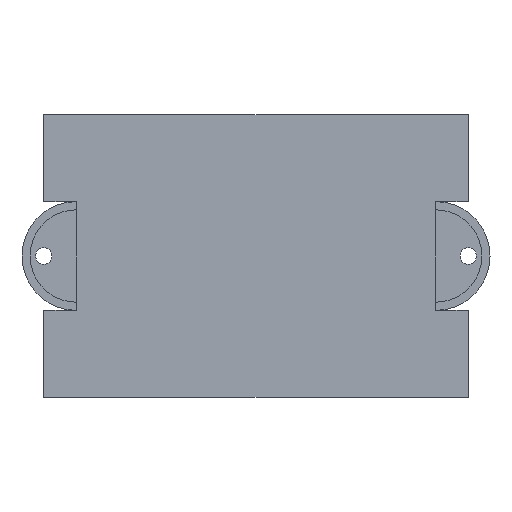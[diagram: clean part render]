
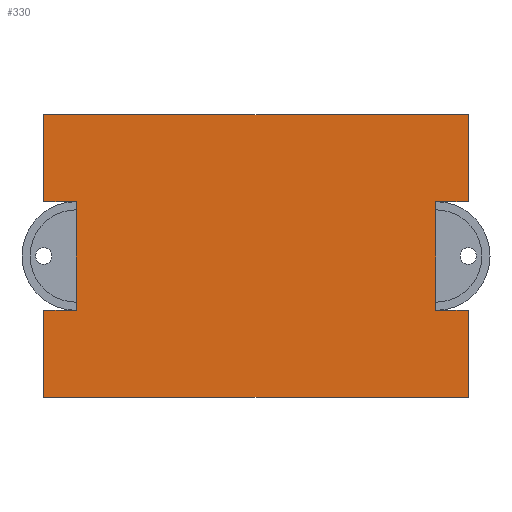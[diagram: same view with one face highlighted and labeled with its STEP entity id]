
A CAD part, front view. The second image highlights one B-rep face of the part: STEP entity #330.
In plain terms, the highlighted planar face has unit normal (0, -1, 0).
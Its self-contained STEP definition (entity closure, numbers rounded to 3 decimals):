
#29 = VERTEX_POINT ( 'NONE', #628 ) ;
#36 = VERTEX_POINT ( 'NONE', #941 ) ;
#39 = EDGE_CURVE ( 'NONE', #36, #1077, #867, .T. ) ;
#50 = DIRECTION ( 'NONE',  ( 0., 0., -1. ) ) ;
#54 = EDGE_CURVE ( 'NONE', #887, #36, #261, .T. ) ;
#71 = CARTESIAN_POINT ( 'NONE',  ( 33., 0., 10. ) ) ;
#73 = VERTEX_POINT ( 'NONE', #353 ) ;
#84 = DIRECTION ( 'NONE',  ( -1., 0., 0. ) ) ;
#90 = CARTESIAN_POINT ( 'NONE',  ( 39., 0., 10. ) ) ;
#95 = CARTESIAN_POINT ( 'NONE',  ( 39., 0., -10. ) ) ;
#116 = VECTOR ( 'NONE', #959, 1000. ) ;
#121 = EDGE_CURVE ( 'NONE', #720, #558, #928, .T. ) ;
#129 = VERTEX_POINT ( 'NONE', #621 ) ;
#136 = VECTOR ( 'NONE', #255, 1000. ) ;
#143 = VECTOR ( 'NONE', #84, 1000. ) ;
#145 = CARTESIAN_POINT ( 'NONE',  ( 33., 0., -10. ) ) ;
#153 = VECTOR ( 'NONE', #964, 1000. ) ;
#159 = ORIENTED_EDGE ( 'NONE', *, *, #54, .T. ) ;
#160 = ORIENTED_EDGE ( 'NONE', *, *, #569, .T. ) ;
#164 = ORIENTED_EDGE ( 'NONE', *, *, #668, .F. ) ;
#173 = CARTESIAN_POINT ( 'NONE',  ( -39., 0., 26. ) ) ;
#183 = CARTESIAN_POINT ( 'NONE',  ( -33., 0., 10. ) ) ;
#202 = ORIENTED_EDGE ( 'NONE', *, *, #121, .F. ) ;
#210 = CARTESIAN_POINT ( 'NONE',  ( 33., 0., 10. ) ) ;
#224 = ORIENTED_EDGE ( 'NONE', *, *, #684, .F. ) ;
#237 = LINE ( 'NONE', #145, #620 ) ;
#238 = VECTOR ( 'NONE', #788, 1000. ) ;
#240 = ORIENTED_EDGE ( 'NONE', *, *, #39, .T. ) ;
#243 = CARTESIAN_POINT ( 'NONE',  ( 39., 0., -10. ) ) ;
#255 = DIRECTION ( 'NONE',  ( 0., 0., -1. ) ) ;
#258 = LINE ( 'NONE', #521, #310 ) ;
#261 = LINE ( 'NONE', #951, #332 ) ;
#264 = VECTOR ( 'NONE', #363, 1000. ) ;
#307 = VERTEX_POINT ( 'NONE', #71 ) ;
#310 = VECTOR ( 'NONE', #446, 1000. ) ;
#330 = ADVANCED_FACE ( 'NONE', ( #592 ), #737, .F. ) ;
#332 = VECTOR ( 'NONE', #524, 1000. ) ;
#353 = CARTESIAN_POINT ( 'NONE',  ( 33., 0., -10. ) ) ;
#363 = DIRECTION ( 'NONE',  ( 1., 0., 0. ) ) ;
#364 = CARTESIAN_POINT ( 'NONE',  ( 39., 0., -26. ) ) ;
#377 = LINE ( 'NONE', #1054, #510 ) ;
#382 = CARTESIAN_POINT ( 'NONE',  ( -39., 0., -26. ) ) ;
#406 = VECTOR ( 'NONE', #464, 1000. ) ;
#426 = VECTOR ( 'NONE', #528, 1000. ) ;
#446 = DIRECTION ( 'NONE',  ( 1., 0., 0. ) ) ;
#464 = DIRECTION ( 'NONE',  ( -1., 0., 0. ) ) ;
#469 = LINE ( 'NONE', #624, #116 ) ;
#484 = ORIENTED_EDGE ( 'NONE', *, *, #794, .T. ) ;
#500 = DIRECTION ( 'NONE',  ( 0., 0., 1. ) ) ;
#501 = VERTEX_POINT ( 'NONE', #173 ) ;
#507 = EDGE_CURVE ( 'NONE', #720, #73, #1091, .T. ) ;
#510 = VECTOR ( 'NONE', #50, 1000. ) ;
#521 = CARTESIAN_POINT ( 'NONE',  ( -39., 0., 26. ) ) ;
#524 = DIRECTION ( 'NONE',  ( 0., 0., -1. ) ) ;
#528 = DIRECTION ( 'NONE',  ( -1., 0., 0. ) ) ;
#535 = VERTEX_POINT ( 'NONE', #90 ) ;
#558 = VERTEX_POINT ( 'NONE', #1009 ) ;
#569 = EDGE_CURVE ( 'NONE', #29, #887, #785, .T. ) ;
#592 = FACE_OUTER_BOUND ( 'NONE', #725, .T. ) ;
#614 = ORIENTED_EDGE ( 'NONE', *, *, #1026, .F. ) ;
#620 = VECTOR ( 'NONE', #912, 1000. ) ;
#621 = CARTESIAN_POINT ( 'NONE',  ( 39., 0., 26. ) ) ;
#624 = CARTESIAN_POINT ( 'NONE',  ( -39., 0., -26. ) ) ;
#628 = CARTESIAN_POINT ( 'NONE',  ( -39., 0., 10. ) ) ;
#643 = LINE ( 'NONE', #382, #153 ) ;
#664 = AXIS2_PLACEMENT_3D ( 'NONE', #989, #1087, #500 ) ;
#668 = EDGE_CURVE ( 'NONE', #129, #535, #377, .T. ) ;
#671 = CARTESIAN_POINT ( 'NONE',  ( -39., 0., -26. ) ) ;
#684 = EDGE_CURVE ( 'NONE', #558, #731, #880, .T. ) ;
#702 = ORIENTED_EDGE ( 'NONE', *, *, #1010, .F. ) ;
#720 = VERTEX_POINT ( 'NONE', #243 ) ;
#725 = EDGE_LOOP ( 'NONE', ( #159, #240, #702, #224, #202, #905, #484, #1048, #164, #734, #614, #160 ) ) ;
#727 = CARTESIAN_POINT ( 'NONE',  ( -39., 0., -26. ) ) ;
#731 = VERTEX_POINT ( 'NONE', #671 ) ;
#734 = ORIENTED_EDGE ( 'NONE', *, *, #984, .F. ) ;
#737 = PLANE ( 'NONE',  #664 ) ;
#785 = LINE ( 'NONE', #183, #264 ) ;
#788 = DIRECTION ( 'NONE',  ( 1., 0., 0. ) ) ;
#794 = EDGE_CURVE ( 'NONE', #73, #307, #237, .T. ) ;
#867 = LINE ( 'NONE', #1015, #426 ) ;
#879 = CARTESIAN_POINT ( 'NONE',  ( -39., 0., -10. ) ) ;
#880 = LINE ( 'NONE', #727, #406 ) ;
#887 = VERTEX_POINT ( 'NONE', #924 ) ;
#905 = ORIENTED_EDGE ( 'NONE', *, *, #507, .T. ) ;
#912 = DIRECTION ( 'NONE',  ( 0., 0., 1. ) ) ;
#924 = CARTESIAN_POINT ( 'NONE',  ( -33., 0., 10. ) ) ;
#928 = LINE ( 'NONE', #364, #136 ) ;
#941 = CARTESIAN_POINT ( 'NONE',  ( -33., 0., -10. ) ) ;
#951 = CARTESIAN_POINT ( 'NONE',  ( -33., 0., -10. ) ) ;
#959 = DIRECTION ( 'NONE',  ( 0., 0., 1. ) ) ;
#964 = DIRECTION ( 'NONE',  ( 0., 0., 1. ) ) ;
#984 = EDGE_CURVE ( 'NONE', #501, #129, #258, .T. ) ;
#989 = CARTESIAN_POINT ( 'NONE',  ( 0., 0., 0. ) ) ;
#1009 = CARTESIAN_POINT ( 'NONE',  ( 39., 0., -26. ) ) ;
#1010 = EDGE_CURVE ( 'NONE', #731, #1077, #469, .T. ) ;
#1015 = CARTESIAN_POINT ( 'NONE',  ( -39., 0., -10. ) ) ;
#1023 = LINE ( 'NONE', #210, #238 ) ;
#1026 = EDGE_CURVE ( 'NONE', #29, #501, #643, .T. ) ;
#1048 = ORIENTED_EDGE ( 'NONE', *, *, #1083, .T. ) ;
#1054 = CARTESIAN_POINT ( 'NONE',  ( 39., 0., -26. ) ) ;
#1077 = VERTEX_POINT ( 'NONE', #879 ) ;
#1083 = EDGE_CURVE ( 'NONE', #307, #535, #1023, .T. ) ;
#1087 = DIRECTION ( 'NONE',  ( 0., 1., 0. ) ) ;
#1091 = LINE ( 'NONE', #95, #143 ) ;
